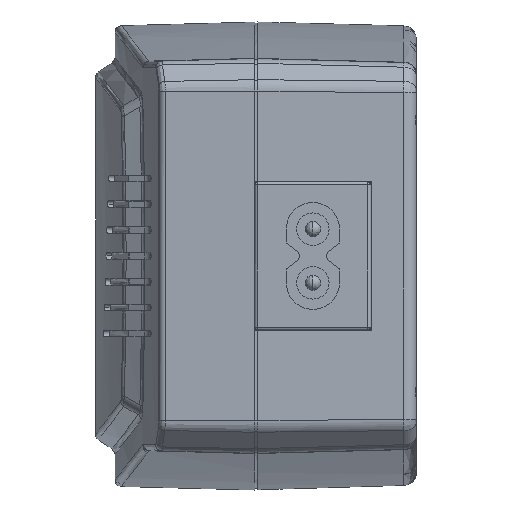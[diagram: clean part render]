
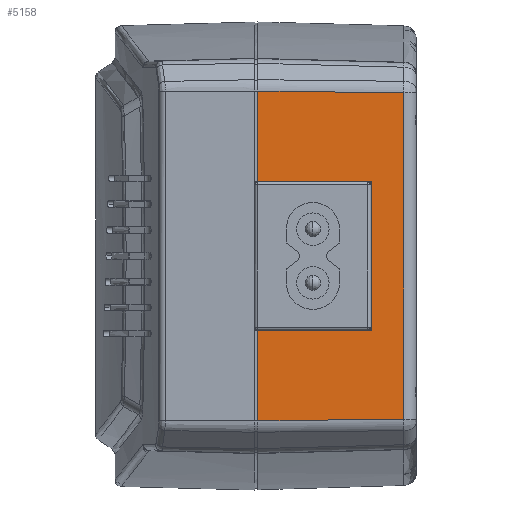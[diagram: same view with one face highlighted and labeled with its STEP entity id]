
A CAD part, left-side view. The second image highlights one B-rep face of the part: STEP entity #5158.
In plain terms, the highlighted planar face has unit normal (-1, -0.026, 0).
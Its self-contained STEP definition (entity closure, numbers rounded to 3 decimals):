
#999 = CARTESIAN_POINT ( 'NONE',  ( -95.745, -26.994, 31.282 ) ) ;
#1000 = DIRECTION ( 'NONE',  ( -0.026, 1., 0.011 ) ) ;
#1001 = CARTESIAN_POINT ( 'NONE',  ( -96.336, -4.442, -19.392 ) ) ;
#1002 = DIRECTION ( 'NONE',  ( 0.026, -1., 0.011 ) ) ;
#1009 = CARTESIAN_POINT ( 'NONE',  ( -95.745, -26.994, -28.116 ) ) ;
#1010 = DIRECTION ( 'NONE',  ( 0., 0., 1. ) ) ;
#1041 = CARTESIAN_POINT ( 'NONE',  ( -96.336, -4.442, -28.116 ) ) ;
#1042 = DIRECTION ( 'NONE',  ( 0., 0., -1. ) ) ;
#1043 = CARTESIAN_POINT ( 'NONE',  ( -96.336, -4.442, -28.116 ) ) ;
#1044 = DIRECTION ( 'NONE',  ( 0., 0., -1. ) ) ;
#1047 = CARTESIAN_POINT ( 'NONE',  ( -95.877, -21.942, -5.433 ) ) ;
#1048 = DIRECTION ( 'NONE',  ( 0., 0., -1. ) ) ;
#1049 = CARTESIAN_POINT ( 'NONE',  ( -95.877, -21.942, -5.433 ) ) ;
#1050 = DIRECTION ( 'NONE',  ( -0.026, 1., 0. ) ) ;
#3764 = CARTESIAN_POINT ( 'NONE',  ( -96.336, -4.442, 17.567 ) ) ;
#3771 = CARTESIAN_POINT ( 'NONE',  ( -95.877, -21.942, 17.567 ) ) ;
#3847 = CARTESIAN_POINT ( 'NONE',  ( -95.745, -26.994, 31.282 ) ) ;
#3849 = CARTESIAN_POINT ( 'NONE',  ( -95.745, -26.994, -19.147 ) ) ;
#3921 = CARTESIAN_POINT ( 'NONE',  ( -96.336, -4.442, -19.392 ) ) ;
#3928 = CARTESIAN_POINT ( 'NONE',  ( -96.336, -4.442, 31.527 ) ) ;
#3934 = CARTESIAN_POINT ( 'NONE',  ( -96.336, -4.442, -5.433 ) ) ;
#3938 = CARTESIAN_POINT ( 'NONE',  ( -95.877, -21.942, -5.433 ) ) ;
#4703 = EDGE_LOOP ( 'NONE', ( #17344, #18002, #17445, #18045, #13360, #13040, #17770, #12626 ) ) ;
#5158 = ADVANCED_FACE ( 'NONE', ( #18938 ), #32188, .T. ) ;
#6789 = AXIS2_PLACEMENT_3D ( 'NONE', #31961, #32092, #32021 ) ;
#12626 = ORIENTED_EDGE ( 'NONE', *, *, #33877, .T. ) ;
#13040 = ORIENTED_EDGE ( 'NONE', *, *, #33879, .T. ) ;
#13360 = ORIENTED_EDGE ( 'NONE', *, *, #30425, .T. ) ;
#17344 = ORIENTED_EDGE ( 'NONE', *, *, #33862, .T. ) ;
#17445 = ORIENTED_EDGE ( 'NONE', *, *, #33861, .T. ) ;
#17770 = ORIENTED_EDGE ( 'NONE', *, *, #33880, .T. ) ;
#18002 = ORIENTED_EDGE ( 'NONE', *, *, #33864, .T. ) ;
#18045 = ORIENTED_EDGE ( 'NONE', *, *, #33876, .T. ) ;
#18938 = FACE_OUTER_BOUND ( 'NONE', #4703, .T. ) ;
#23225 = LINE ( 'NONE', #1001, #23238 ) ;
#23235 = LINE ( 'NONE', #999, #23236 ) ;
#23236 = VECTOR ( 'NONE', #1000, 1000. ) ;
#23238 = VECTOR ( 'NONE', #1002, 1000. ) ;
#23239 = LINE ( 'NONE', #1009, #23240 ) ;
#23240 = VECTOR ( 'NONE', #1010, 1000. ) ;
#23255 = LINE ( 'NONE', #1043, #23260 ) ;
#23257 = LINE ( 'NONE', #1041, #23258 ) ;
#23258 = VECTOR ( 'NONE', #1042, 1000. ) ;
#23260 = VECTOR ( 'NONE', #1044, 1000. ) ;
#23261 = LINE ( 'NONE', #1047, #23264 ) ;
#23263 = LINE ( 'NONE', #1049, #23266 ) ;
#23264 = VECTOR ( 'NONE', #1048, 1000. ) ;
#23266 = VECTOR ( 'NONE', #1050, 1000. ) ;
#26154 = VERTEX_POINT ( 'NONE', #3764 ) ;
#26161 = VERTEX_POINT ( 'NONE', #3771 ) ;
#26238 = VERTEX_POINT ( 'NONE', #3847 ) ;
#26240 = VERTEX_POINT ( 'NONE', #3849 ) ;
#26312 = VERTEX_POINT ( 'NONE', #3921 ) ;
#26319 = VERTEX_POINT ( 'NONE', #3928 ) ;
#26326 = VERTEX_POINT ( 'NONE', #3934 ) ;
#26330 = VERTEX_POINT ( 'NONE', #3938 ) ;
#27588 = CARTESIAN_POINT ( 'NONE',  ( -96.349, -3.942, 17.567 ) ) ;
#27600 = DIRECTION ( 'NONE',  ( 0.026, -1., 0. ) ) ;
#28514 = LINE ( 'NONE', #27588, #28524 ) ;
#28524 = VECTOR ( 'NONE', #27600, 1000. ) ;
#30425 = EDGE_CURVE ( 'NONE', #26154, #26161, #28514, .T. ) ;
#31961 = CARTESIAN_POINT ( 'NONE',  ( -96.349, -3.942, -28.116 ) ) ;
#32021 = DIRECTION ( 'NONE',  ( 0.026, -1., 0. ) ) ;
#32092 = DIRECTION ( 'NONE',  ( -1., -0.026, 0. ) ) ;
#32188 = PLANE ( 'NONE',  #6789 ) ;
#33861 = EDGE_CURVE ( 'NONE', #26238, #26319, #23235, .T. ) ;
#33862 = EDGE_CURVE ( 'NONE', #26312, #26240, #23225, .T. ) ;
#33864 = EDGE_CURVE ( 'NONE', #26240, #26238, #23239, .T. ) ;
#33876 = EDGE_CURVE ( 'NONE', #26319, #26154, #23257, .T. ) ;
#33877 = EDGE_CURVE ( 'NONE', #26326, #26312, #23255, .T. ) ;
#33879 = EDGE_CURVE ( 'NONE', #26161, #26330, #23261, .T. ) ;
#33880 = EDGE_CURVE ( 'NONE', #26330, #26326, #23263, .T. ) ;
